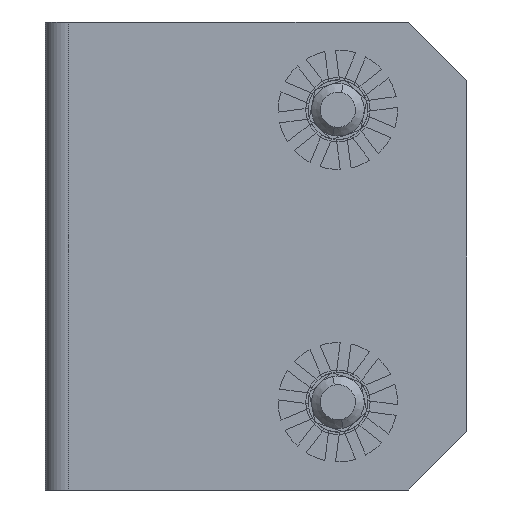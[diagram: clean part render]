
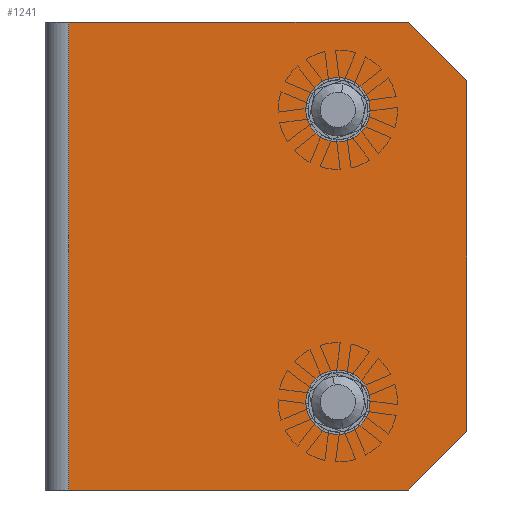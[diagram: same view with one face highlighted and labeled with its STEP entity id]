
A CAD part, front view. The second image highlights one B-rep face of the part: STEP entity #1241.
In plain terms, the highlighted planar face has unit normal (0, -1, 0).
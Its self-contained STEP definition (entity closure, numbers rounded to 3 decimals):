
#71 = VERTEX_POINT ( 'NONE', #1687 ) ;
#143 = LINE ( 'NONE', #2344, #3032 ) ;
#267 = EDGE_CURVE ( 'NONE', #2905, #1001, #2793, .T. ) ;
#269 = CIRCLE ( 'NONE', #2339, 2.75 ) ;
#327 = CARTESIAN_POINT ( 'NONE',  ( 24., -1., -12.5 ) ) ;
#344 = EDGE_CURVE ( 'NONE', #2133, #1616, #1259, .T. ) ;
#346 = ORIENTED_EDGE ( 'NONE', *, *, #872, .T. ) ;
#351 = LINE ( 'NONE', #2487, #3218 ) ;
#406 = VERTEX_POINT ( 'NONE', #491 ) ;
#484 = CARTESIAN_POINT ( 'NONE',  ( 0., -1., 20. ) ) ;
#491 = CARTESIAN_POINT ( 'NONE',  ( 24., -1., -15.25 ) ) ;
#567 = LINE ( 'NONE', #2222, #2283 ) ;
#577 = EDGE_CURVE ( 'NONE', #3244, #1616, #143, .T. ) ;
#582 = DIRECTION ( 'NONE',  ( 0., 1., 0. ) ) ;
#611 = EDGE_LOOP ( 'NONE', ( #2676, #791 ) ) ;
#635 = EDGE_CURVE ( 'NONE', #2374, #406, #269, .T. ) ;
#736 = DIRECTION ( 'NONE',  ( 0., 0., 1. ) ) ;
#763 = CARTESIAN_POINT ( 'NONE',  ( 24., -1., 9.75 ) ) ;
#791 = ORIENTED_EDGE ( 'NONE', *, *, #267, .T. ) ;
#849 = VERTEX_POINT ( 'NONE', #2010 ) ;
#865 = DIRECTION ( 'NONE',  ( 0., 0., 1. ) ) ;
#872 = EDGE_CURVE ( 'NONE', #2133, #71, #2824, .T. ) ;
#961 = ORIENTED_EDGE ( 'NONE', *, *, #1896, .F. ) ;
#972 = CARTESIAN_POINT ( 'NONE',  ( 35., -1., 20. ) ) ;
#1001 = VERTEX_POINT ( 'NONE', #1782 ) ;
#1012 = AXIS2_PLACEMENT_3D ( 'NONE', #327, #582, #2480 ) ;
#1063 = VECTOR ( 'NONE', #1836, 1000. ) ;
#1101 = FACE_OUTER_BOUND ( 'NONE', #3425, .T. ) ;
#1151 = DIRECTION ( 'NONE',  ( -0.707, 0., 0.707 ) ) ;
#1196 = EDGE_CURVE ( 'NONE', #1001, #2905, #2980, .T. ) ;
#1211 = EDGE_CURVE ( 'NONE', #406, #2374, #2745, .T. ) ;
#1221 = EDGE_CURVE ( 'NONE', #849, #1330, #567, .T. ) ;
#1241 = ADVANCED_FACE ( 'NONE', ( #3040, #3365, #1101 ), #2207, .F. ) ;
#1259 = LINE ( 'NONE', #972, #1063 ) ;
#1276 = DIRECTION ( 'NONE',  ( 0., 0., 1. ) ) ;
#1280 = DIRECTION ( 'NONE',  ( 0., 1., 0. ) ) ;
#1294 = CARTESIAN_POINT ( 'NONE',  ( 24., -1., 12.5 ) ) ;
#1327 = CARTESIAN_POINT ( 'NONE',  ( 24., -1., -12.5 ) ) ;
#1330 = VERTEX_POINT ( 'NONE', #2253 ) ;
#1359 = ORIENTED_EDGE ( 'NONE', *, *, #1221, .T. ) ;
#1386 = CARTESIAN_POINT ( 'NONE',  ( 0., -1., 20. ) ) ;
#1434 = DIRECTION ( 'NONE',  ( 0., 0., -1. ) ) ;
#1544 = EDGE_LOOP ( 'NONE', ( #2028, #1714 ) ) ;
#1616 = VERTEX_POINT ( 'NONE', #2437 ) ;
#1644 = AXIS2_PLACEMENT_3D ( 'NONE', #1386, #1658, #865 ) ;
#1658 = DIRECTION ( 'NONE',  ( 0., 1., 0. ) ) ;
#1687 = CARTESIAN_POINT ( 'NONE',  ( 30., -1., 20. ) ) ;
#1714 = ORIENTED_EDGE ( 'NONE', *, *, #1211, .T. ) ;
#1725 = ORIENTED_EDGE ( 'NONE', *, *, #2165, .T. ) ;
#1782 = CARTESIAN_POINT ( 'NONE',  ( 24., -1., 15.25 ) ) ;
#1808 = CARTESIAN_POINT ( 'NONE',  ( 30., -1., -20. ) ) ;
#1812 = VECTOR ( 'NONE', #1151, 1000. ) ;
#1836 = DIRECTION ( 'NONE',  ( 0., 0., -1. ) ) ;
#1854 = ORIENTED_EDGE ( 'NONE', *, *, #577, .T. ) ;
#1896 = EDGE_CURVE ( 'NONE', #849, #71, #2396, .T. ) ;
#1912 = CARTESIAN_POINT ( 'NONE',  ( 24., -1., 12.5 ) ) ;
#2010 = CARTESIAN_POINT ( 'NONE',  ( 1., -1., 20. ) ) ;
#2028 = ORIENTED_EDGE ( 'NONE', *, *, #635, .T. ) ;
#2133 = VERTEX_POINT ( 'NONE', #2537 ) ;
#2136 = DIRECTION ( 'NONE',  ( 0., 0., 1. ) ) ;
#2165 = EDGE_CURVE ( 'NONE', #1330, #3244, #351, .T. ) ;
#2207 = PLANE ( 'NONE',  #1644 ) ;
#2222 = CARTESIAN_POINT ( 'NONE',  ( 1., -1., 20. ) ) ;
#2253 = CARTESIAN_POINT ( 'NONE',  ( 1., -1., -20. ) ) ;
#2283 = VECTOR ( 'NONE', #1434, 1000. ) ;
#2319 = CARTESIAN_POINT ( 'NONE',  ( 24., -1., -9.75 ) ) ;
#2339 = AXIS2_PLACEMENT_3D ( 'NONE', #1327, #3477, #736 ) ;
#2344 = CARTESIAN_POINT ( 'NONE',  ( 30., -1., -20. ) ) ;
#2374 = VERTEX_POINT ( 'NONE', #2319 ) ;
#2396 = LINE ( 'NONE', #484, #2637 ) ;
#2437 = CARTESIAN_POINT ( 'NONE',  ( 35., -1., -15. ) ) ;
#2480 = DIRECTION ( 'NONE',  ( 0., 0., 1. ) ) ;
#2487 = CARTESIAN_POINT ( 'NONE',  ( 0., -1., -20. ) ) ;
#2519 = AXIS2_PLACEMENT_3D ( 'NONE', #1912, #1280, #2136 ) ;
#2537 = CARTESIAN_POINT ( 'NONE',  ( 35., -1., 15. ) ) ;
#2555 = DIRECTION ( 'NONE',  ( 1., 0., 0. ) ) ;
#2637 = VECTOR ( 'NONE', #3009, 1000. ) ;
#2676 = ORIENTED_EDGE ( 'NONE', *, *, #1196, .T. ) ;
#2745 = CIRCLE ( 'NONE', #1012, 2.75 ) ;
#2793 = CIRCLE ( 'NONE', #3566, 2.75 ) ;
#2824 = LINE ( 'NONE', #3011, #1812 ) ;
#2905 = VERTEX_POINT ( 'NONE', #763 ) ;
#2980 = CIRCLE ( 'NONE', #2519, 2.75 ) ;
#3009 = DIRECTION ( 'NONE',  ( 1., 0., 0. ) ) ;
#3011 = CARTESIAN_POINT ( 'NONE',  ( 35., -1., 15. ) ) ;
#3032 = VECTOR ( 'NONE', #3461, 1000. ) ;
#3040 = FACE_BOUND ( 'NONE', #611, .T. ) ;
#3165 = DIRECTION ( 'NONE',  ( 0., 1., 0. ) ) ;
#3172 = ORIENTED_EDGE ( 'NONE', *, *, #344, .F. ) ;
#3218 = VECTOR ( 'NONE', #2555, 1000. ) ;
#3244 = VERTEX_POINT ( 'NONE', #1808 ) ;
#3365 = FACE_BOUND ( 'NONE', #1544, .T. ) ;
#3425 = EDGE_LOOP ( 'NONE', ( #1725, #1854, #3172, #346, #961, #1359 ) ) ;
#3461 = DIRECTION ( 'NONE',  ( 0.707, 0., 0.707 ) ) ;
#3477 = DIRECTION ( 'NONE',  ( 0., 1., 0. ) ) ;
#3566 = AXIS2_PLACEMENT_3D ( 'NONE', #1294, #3165, #1276 ) ;
